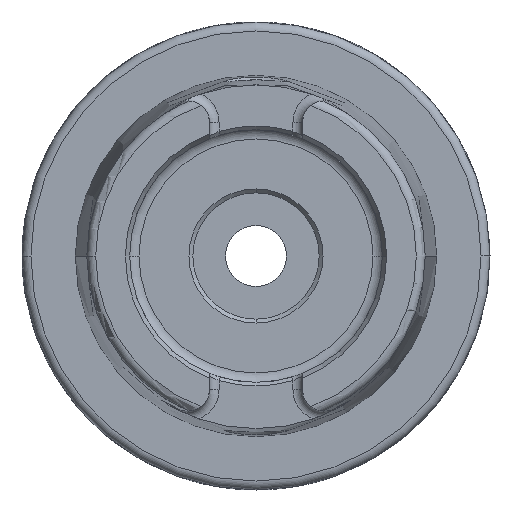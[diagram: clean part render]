
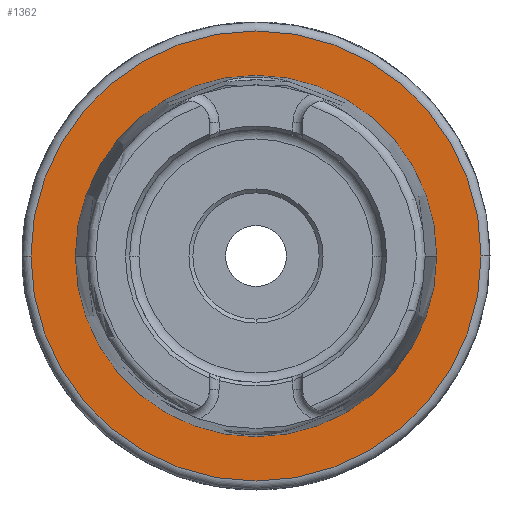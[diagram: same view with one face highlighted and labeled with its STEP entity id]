
A CAD part, left-side view. The second image highlights one B-rep face of the part: STEP entity #1362.
In plain terms, the highlighted planar face has unit normal (-1, 0, 0).
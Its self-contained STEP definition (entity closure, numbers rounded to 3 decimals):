
#209 = DIRECTION ( 'NONE',  ( 0., 1., 0. ) ) ;
#533 = ORIENTED_EDGE ( 'NONE', *, *, #4176, .F. ) ;
#1300 = DIRECTION ( 'NONE',  ( 1., 0., 0. ) ) ;
#1362 = ADVANCED_FACE ( 'NONE', ( #5661, #5123 ), #2092, .T. ) ;
#1513 = AXIS2_PLACEMENT_3D ( 'NONE', #3566, #2673, #2099 ) ;
#1783 = DIRECTION ( 'NONE',  ( 0., 1., 0. ) ) ;
#2092 = PLANE ( 'NONE',  #5494 ) ;
#2099 = DIRECTION ( 'NONE',  ( 0., 1., 0. ) ) ;
#2312 = VERTEX_POINT ( 'NONE', #4232 ) ;
#2319 = EDGE_LOOP ( 'NONE', ( #533, #2351 ) ) ;
#2324 = CARTESIAN_POINT ( 'NONE',  ( 0.05, 0., 0. ) ) ;
#2351 = ORIENTED_EDGE ( 'NONE', *, *, #5169, .F. ) ;
#2496 = CARTESIAN_POINT ( 'NONE',  ( 0.05, -30.3, 0. ) ) ;
#2573 = VERTEX_POINT ( 'NONE', #3716 ) ;
#2673 = DIRECTION ( 'NONE',  ( 1., 0., 0. ) ) ;
#3093 = CIRCLE ( 'NONE', #3615, 24.321 ) ;
#3186 = ORIENTED_EDGE ( 'NONE', *, *, #4519, .T. ) ;
#3302 = CIRCLE ( 'NONE', #4264, 30.3 ) ;
#3313 = CARTESIAN_POINT ( 'NONE',  ( 0.05, 0., 0. ) ) ;
#3427 = AXIS2_PLACEMENT_3D ( 'NONE', #2324, #5828, #1783 ) ;
#3561 = DIRECTION ( 'NONE',  ( 0., -1., 0. ) ) ;
#3566 = CARTESIAN_POINT ( 'NONE',  ( 0.05, 0., 0. ) ) ;
#3615 = AXIS2_PLACEMENT_3D ( 'NONE', #5859, #4778, #209 ) ;
#3633 = ORIENTED_EDGE ( 'NONE', *, *, #5721, .T. ) ;
#3716 = CARTESIAN_POINT ( 'NONE',  ( 0.05, 30.3, 0. ) ) ;
#3764 = EDGE_LOOP ( 'NONE', ( #3186, #3633 ) ) ;
#3923 = CARTESIAN_POINT ( 'NONE',  ( 0.05, -24.321, 0. ) ) ;
#4176 = EDGE_CURVE ( 'NONE', #2573, #4246, #3302, .T. ) ;
#4232 = CARTESIAN_POINT ( 'NONE',  ( 0.05, 24.321, 0. ) ) ;
#4246 = VERTEX_POINT ( 'NONE', #2496 ) ;
#4264 = AXIS2_PLACEMENT_3D ( 'NONE', #3313, #1300, #5334 ) ;
#4519 = EDGE_CURVE ( 'NONE', #2312, #5142, #3093, .T. ) ;
#4593 = CARTESIAN_POINT ( 'NONE',  ( 0.05, 24.321, 0. ) ) ;
#4664 = DIRECTION ( 'NONE',  ( -1., 0., 0. ) ) ;
#4778 = DIRECTION ( 'NONE',  ( 1., 0., 0. ) ) ;
#5123 = FACE_OUTER_BOUND ( 'NONE', #2319, .T. ) ;
#5142 = VERTEX_POINT ( 'NONE', #3923 ) ;
#5169 = EDGE_CURVE ( 'NONE', #4246, #2573, #6093, .T. ) ;
#5334 = DIRECTION ( 'NONE',  ( 0., 1., 0. ) ) ;
#5494 = AXIS2_PLACEMENT_3D ( 'NONE', #4593, #4664, #3561 ) ;
#5661 = FACE_BOUND ( 'NONE', #3764, .T. ) ;
#5721 = EDGE_CURVE ( 'NONE', #5142, #2312, #6097, .T. ) ;
#5828 = DIRECTION ( 'NONE',  ( 1., 0., 0. ) ) ;
#5859 = CARTESIAN_POINT ( 'NONE',  ( 0.05, 0., 0. ) ) ;
#6093 = CIRCLE ( 'NONE', #3427, 30.3 ) ;
#6097 = CIRCLE ( 'NONE', #1513, 24.321 ) ;
